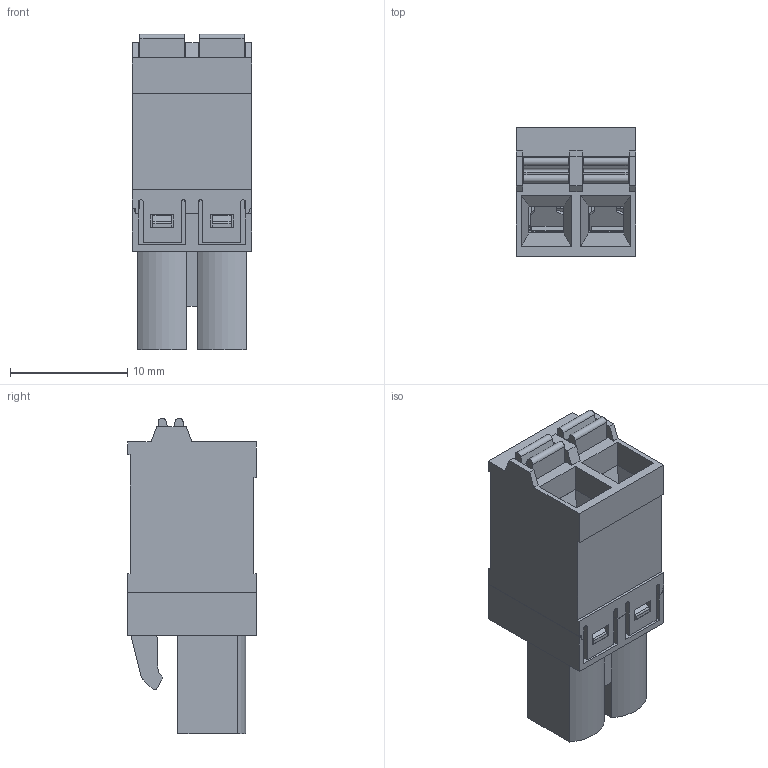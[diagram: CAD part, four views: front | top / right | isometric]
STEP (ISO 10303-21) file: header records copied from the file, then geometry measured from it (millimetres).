
FILE_DESCRIPTION(/* description */ ('Unknown'),/* implementation_level */ '2;1');
FILE_NAME(/* name */ '691304500002',/* time_stamp */ '2021-06-03T13:54:06+02:00',/* author */ ('Unknown'),/* organization */ ('Unknown'),/* preprocessor_version */ 'ST-DEVELOPER v16.7',/* originating_system */ 'Solid Edge',/* authorisation */ 'Unknown');
FILE_SCHEMA (('AUTOMOTIVE_DESIGN {1 0 10303 214 3 1 1}'));
Length unit declared in the file: millimetre
Products named in the file (6): 6913045000xx; 691304500002; 691304530002_Bas; 6913045300xx_Levier; 6913045300xx_Lamelle; 6913045300xx_Pin
Assembly tree (8 placements, depth 2):
  6913045000xx
    691304500002
    691304530002_Bas
    6913045300xx_Levier  x2
    6913045300xx_Lamelle  x2
    6913045300xx_Pin  x2
Bounding box: 10.16 x 11 x 26.91 mm (x, y, z)
Volume: 1252.9 mm3; surface area: 4219 mm2
Topology: 8 solids, 8 shells, 795 faces, 2207 edges, 1436 vertices
Faces by surface type: plane 602, cylinder 185, bspline 6, cone 2
Full cylindrical faces by diameter (mm): 1.5 x2, 3 x2
Entity records: 18691 total; most frequent: CARTESIAN_POINT 3405, ORIENTED_EDGE 3232, DIRECTION 2999, EDGE_CURVE 1616, LINE 1387, VECTOR 1387, VERTEX_POINT 1055, AXIS2_PLACEMENT_3D 806
